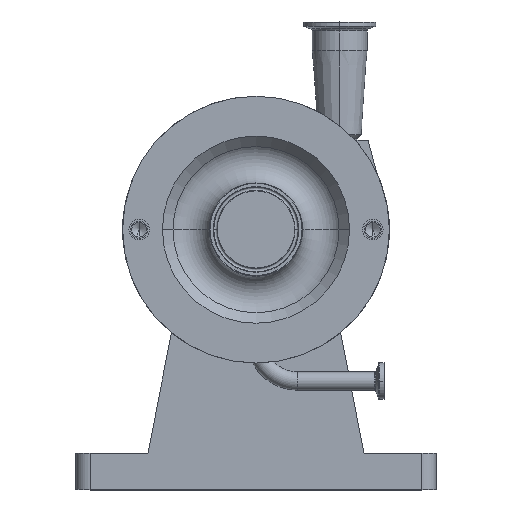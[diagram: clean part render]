
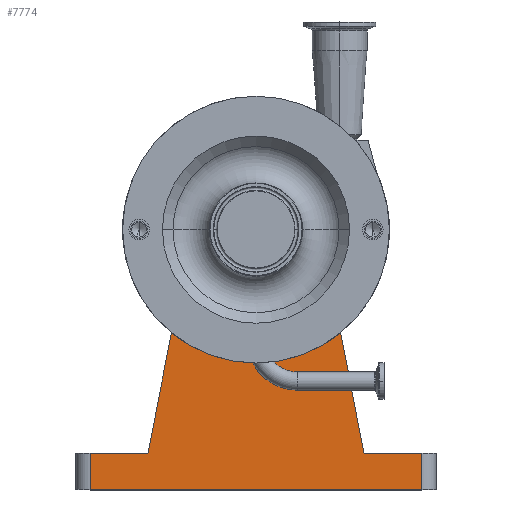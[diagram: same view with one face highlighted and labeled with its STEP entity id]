
A CAD part, top view. The second image highlights one B-rep face of the part: STEP entity #7774.
In plain terms, the highlighted planar face has unit normal (0, 0, 1).
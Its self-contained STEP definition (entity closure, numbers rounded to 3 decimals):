
#530 = CARTESIAN_POINT ( 'NONE',  ( 115., -155., 125. ) ) ;
#632 = DIRECTION ( 'NONE',  ( 0., 1., 0. ) ) ;
#633 = VECTOR ( 'NONE', #632, 1000. ) ;
#634 = CARTESIAN_POINT ( 'NONE',  ( 115., -155., 125. ) ) ;
#635 = LINE ( 'NONE', #634, #633 ) ;
#636 = CARTESIAN_POINT ( 'NONE',  ( 115., -180., 125. ) ) ;
#1618 = DIRECTION ( 'NONE',  ( -1., 0., 0. ) ) ;
#1619 = DIRECTION ( 'NONE',  ( 0., 0., -1. ) ) ;
#1620 = CARTESIAN_POINT ( 'NONE',  ( 125., -155., 125. ) ) ;
#1633 = AXIS2_PLACEMENT_3D ( 'NONE', #1620, #1619, #1618 ) ;
#1637 = FACE_OUTER_BOUND ( 'NONE', #7596, .T. ) ;
#1641 = PLANE ( 'NONE',  #1633 ) ;
#1750 = DIRECTION ( 'NONE',  ( 1., 0., 0. ) ) ;
#1751 = VECTOR ( 'NONE', #1750, 1000. ) ;
#1754 = CARTESIAN_POINT ( 'NONE',  ( 125., -155., 125. ) ) ;
#1755 = LINE ( 'NONE', #1754, #1751 ) ;
#1786 = DIRECTION ( 'NONE',  ( 1., 0., 0. ) ) ;
#1787 = CARTESIAN_POINT ( 'NONE',  ( 125., -155., 125. ) ) ;
#1825 = VECTOR ( 'NONE', #1786, 1000. ) ;
#1831 = LINE ( 'NONE', #1787, #1825 ) ;
#1907 = CARTESIAN_POINT ( 'NONE',  ( 74.91, -155., 125. ) ) ;
#1918 = CARTESIAN_POINT ( 'NONE',  ( -74.91, -155., 125. ) ) ;
#2056 = DIRECTION ( 'NONE',  ( -0.191, 0.982, 0. ) ) ;
#2057 = VECTOR ( 'NONE', #2056, 1000. ) ;
#2058 = CARTESIAN_POINT ( 'NONE',  ( 74.91, -155., 125. ) ) ;
#2071 = LINE ( 'NONE', #2058, #2057 ) ;
#2106 = DIRECTION ( 'NONE',  ( -0.191, -0.982, 0. ) ) ;
#2107 = VECTOR ( 'NONE', #2106, 1000. ) ;
#2108 = CARTESIAN_POINT ( 'NONE',  ( -47.697, -15., 125. ) ) ;
#2115 = LINE ( 'NONE', #2108, #2107 ) ;
#3916 = CARTESIAN_POINT ( 'NONE',  ( -115., -155., 125. ) ) ;
#4149 = LINE ( 'NONE', #3916, #4404 ) ;
#4404 = VECTOR ( 'NONE', #4406, 1000. ) ;
#4406 = DIRECTION ( 'NONE',  ( 0., -1., 0. ) ) ;
#4411 = CARTESIAN_POINT ( 'NONE',  ( -115., -180., 125. ) ) ;
#4644 = CARTESIAN_POINT ( 'NONE',  ( 125., -180., 125. ) ) ;
#4645 = LINE ( 'NONE', #4644, #4653 ) ;
#4649 = CARTESIAN_POINT ( 'NONE',  ( -115., -155., 125. ) ) ;
#4652 = DIRECTION ( 'NONE',  ( 1., 0., 0. ) ) ;
#4653 = VECTOR ( 'NONE', #4652, 1000. ) ;
#5390 = VERTEX_POINT ( 'NONE', #6107 ) ;
#5435 = EDGE_CURVE ( 'NONE', #5390, #5437, #6335, .T. ) ;
#5437 = VERTEX_POINT ( 'NONE', #6289 ) ;
#6107 = CARTESIAN_POINT ( 'NONE',  ( 47.697, -15., 125. ) ) ;
#6289 = CARTESIAN_POINT ( 'NONE',  ( -47.697, -15., 125. ) ) ;
#6325 = DIRECTION ( 'NONE',  ( 1., 0., 0. ) ) ;
#6326 = DIRECTION ( 'NONE',  ( 0., 0., -1. ) ) ;
#6327 = CARTESIAN_POINT ( 'NONE',  ( 0., 0., 125. ) ) ;
#6328 = AXIS2_PLACEMENT_3D ( 'NONE', #6327, #6326, #6325 ) ;
#6335 = CIRCLE ( 'NONE', #6328, 50. ) ;
#7336 = VERTEX_POINT ( 'NONE', #530 ) ;
#7393 = VERTEX_POINT ( 'NONE', #636 ) ;
#7394 = EDGE_CURVE ( 'NONE', #7393, #7336, #635, .T. ) ;
#7596 = EDGE_LOOP ( 'NONE', ( #8048, #8053, #8040, #8042, #8035, #8043, #8027, #8041 ) ) ;
#7774 = ADVANCED_FACE ( 'NONE', ( #1637 ), #1641, .F. ) ;
#7858 = EDGE_CURVE ( 'NONE', #9480, #7942, #1755, .T. ) ;
#7872 = EDGE_CURVE ( 'NONE', #7945, #7336, #1831, .T. ) ;
#7942 = VERTEX_POINT ( 'NONE', #1918 ) ;
#7945 = VERTEX_POINT ( 'NONE', #1907 ) ;
#8027 = ORIENTED_EDGE ( 'NONE', *, *, #5435, .T. ) ;
#8035 = ORIENTED_EDGE ( 'NONE', *, *, #7872, .F. ) ;
#8040 = ORIENTED_EDGE ( 'NONE', *, *, #9512, .T. ) ;
#8041 = ORIENTED_EDGE ( 'NONE', *, *, #8055, .T. ) ;
#8042 = ORIENTED_EDGE ( 'NONE', *, *, #7394, .T. ) ;
#8043 = ORIENTED_EDGE ( 'NONE', *, *, #8050, .T. ) ;
#8048 = ORIENTED_EDGE ( 'NONE', *, *, #7858, .F. ) ;
#8050 = EDGE_CURVE ( 'NONE', #7945, #5390, #2071, .T. ) ;
#8053 = ORIENTED_EDGE ( 'NONE', *, *, #9490, .T. ) ;
#8055 = EDGE_CURVE ( 'NONE', #5437, #7942, #2115, .T. ) ;
#9480 = VERTEX_POINT ( 'NONE', #4649 ) ;
#9490 = EDGE_CURVE ( 'NONE', #9480, #9510, #4149, .T. ) ;
#9510 = VERTEX_POINT ( 'NONE', #4411 ) ;
#9512 = EDGE_CURVE ( 'NONE', #9510, #7393, #4645, .T. ) ;
